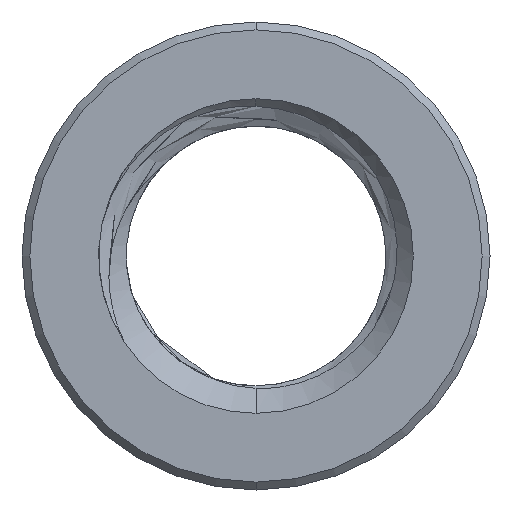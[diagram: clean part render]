
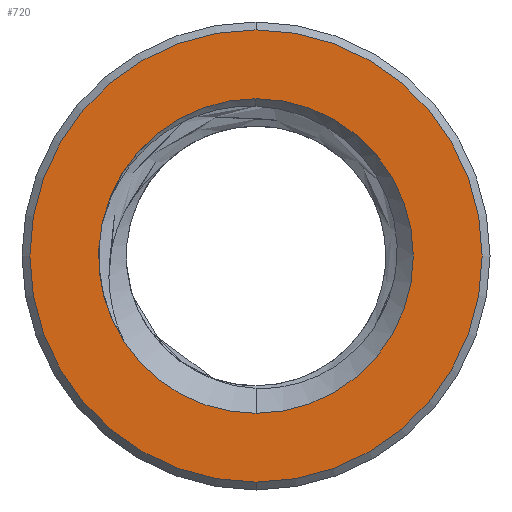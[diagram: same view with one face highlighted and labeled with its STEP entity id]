
A CAD part, front view. The second image highlights one B-rep face of the part: STEP entity #720.
In plain terms, the highlighted planar face has unit normal (0, -1, 0).
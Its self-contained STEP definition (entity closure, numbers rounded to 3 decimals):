
#50 = EDGE_CURVE ( 'NONE', #5406, #3957, #1817, .T. ) ;
#64 = CARTESIAN_POINT ( 'NONE',  ( -1.673, -8., -1.096 ) ) ;
#220 = ORIENTED_EDGE ( 'NONE', *, *, #1202, .T. ) ;
#254 = DIRECTION ( 'NONE',  ( 0., 0., 1. ) ) ;
#310 = ORIENTED_EDGE ( 'NONE', *, *, #5288, .T. ) ;
#368 = ORIENTED_EDGE ( 'NONE', *, *, #5171, .T. ) ;
#437 = DIRECTION ( 'NONE',  ( 0., 1., 0. ) ) ;
#454 = FACE_BOUND ( 'NONE', #6355, .T. ) ;
#605 = CARTESIAN_POINT ( 'NONE',  ( 0., -8., 0. ) ) ;
#720 = ADVANCED_FACE ( 'NONE', ( #454, #6614 ), #3886, .F. ) ;
#798 = CARTESIAN_POINT ( 'NONE',  ( 0., -8., 0. ) ) ;
#837 = DIRECTION ( 'NONE',  ( 0., 1., 0. ) ) ;
#851 = ORIENTED_EDGE ( 'NONE', *, *, #50, .T. ) ;
#1007 = CIRCLE ( 'NONE', #4692, 2.875 ) ;
#1009 = VERTEX_POINT ( 'NONE', #5723 ) ;
#1104 = VERTEX_POINT ( 'NONE', #64 ) ;
#1193 = CARTESIAN_POINT ( 'NONE',  ( 0., -8., 0. ) ) ;
#1202 = EDGE_CURVE ( 'NONE', #6658, #1731, #1777, .T. ) ;
#1447 = AXIS2_PLACEMENT_3D ( 'NONE', #4023, #837, #5122 ) ;
#1731 = VERTEX_POINT ( 'NONE', #2155 ) ;
#1777 = CIRCLE ( 'NONE', #5330, 2.875 ) ;
#1817 = CIRCLE ( 'NONE', #3467, 2. ) ;
#2130 = DIRECTION ( 'NONE',  ( 0., 1., 0. ) ) ;
#2155 = CARTESIAN_POINT ( 'NONE',  ( 0., -8., 2.875 ) ) ;
#2230 = DIRECTION ( 'NONE',  ( 0., 0., 1. ) ) ;
#2386 = DIRECTION ( 'NONE',  ( 0., 1., 0. ) ) ;
#2484 = EDGE_LOOP ( 'NONE', ( #2874, #220 ) ) ;
#2519 = CARTESIAN_POINT ( 'NONE',  ( 0., -8., 2. ) ) ;
#2557 = EDGE_CURVE ( 'NONE', #3957, #1104, #3933, .T. ) ;
#2760 = DIRECTION ( 'NONE',  ( 0., 1., 0. ) ) ;
#2874 = ORIENTED_EDGE ( 'NONE', *, *, #3215, .T. ) ;
#2972 = ORIENTED_EDGE ( 'NONE', *, *, #2557, .T. ) ;
#3114 = DIRECTION ( 'NONE',  ( 0., 0., 1. ) ) ;
#3215 = EDGE_CURVE ( 'NONE', #1731, #6658, #1007, .T. ) ;
#3239 = CARTESIAN_POINT ( 'NONE',  ( 0., -8., -2. ) ) ;
#3293 = DIRECTION ( 'NONE',  ( 0., -1., 0. ) ) ;
#3467 = AXIS2_PLACEMENT_3D ( 'NONE', #5145, #437, #3558 ) ;
#3512 = DIRECTION ( 'NONE',  ( 0., 0., 1. ) ) ;
#3534 = CARTESIAN_POINT ( 'NONE',  ( 0., -8., 0. ) ) ;
#3558 = DIRECTION ( 'NONE',  ( 0., 0., 1. ) ) ;
#3886 = PLANE ( 'NONE',  #5086 ) ;
#3933 = CIRCLE ( 'NONE', #4917, 2. ) ;
#3951 = CIRCLE ( 'NONE', #5267, 2. ) ;
#3957 = VERTEX_POINT ( 'NONE', #3239 ) ;
#4023 = CARTESIAN_POINT ( 'NONE',  ( 0., -8., 0. ) ) ;
#4692 = AXIS2_PLACEMENT_3D ( 'NONE', #4822, #5383, #2230 ) ;
#4822 = CARTESIAN_POINT ( 'NONE',  ( 0., -8., 0. ) ) ;
#4917 = AXIS2_PLACEMENT_3D ( 'NONE', #5287, #2130, #3114 ) ;
#4926 = DIRECTION ( 'NONE',  ( 0., 0., 1. ) ) ;
#5057 = CIRCLE ( 'NONE', #6072, 2. ) ;
#5086 = AXIS2_PLACEMENT_3D ( 'NONE', #605, #2760, #6508 ) ;
#5122 = DIRECTION ( 'NONE',  ( 0., 0., 1. ) ) ;
#5134 = VERTEX_POINT ( 'NONE', #6004 ) ;
#5145 = CARTESIAN_POINT ( 'NONE',  ( 0., -8., 0. ) ) ;
#5171 = EDGE_CURVE ( 'NONE', #5134, #5406, #3951, .T. ) ;
#5267 = AXIS2_PLACEMENT_3D ( 'NONE', #3534, #6152, #3512 ) ;
#5287 = CARTESIAN_POINT ( 'NONE',  ( 0., -8., 0. ) ) ;
#5288 = EDGE_CURVE ( 'NONE', #1104, #1009, #6606, .T. ) ;
#5330 = AXIS2_PLACEMENT_3D ( 'NONE', #1193, #3293, #4926 ) ;
#5383 = DIRECTION ( 'NONE',  ( 0., -1., 0. ) ) ;
#5406 = VERTEX_POINT ( 'NONE', #2519 ) ;
#5723 = CARTESIAN_POINT ( 'NONE',  ( -1.958, -8., 0.409 ) ) ;
#6004 = CARTESIAN_POINT ( 'NONE',  ( -1.954, -8., 0.425 ) ) ;
#6072 = AXIS2_PLACEMENT_3D ( 'NONE', #798, #2386, #254 ) ;
#6152 = DIRECTION ( 'NONE',  ( 0., 1., 0. ) ) ;
#6330 = EDGE_CURVE ( 'NONE', #1009, #5134, #5057, .T. ) ;
#6355 = EDGE_LOOP ( 'NONE', ( #310, #6411, #368, #851, #2972 ) ) ;
#6411 = ORIENTED_EDGE ( 'NONE', *, *, #6330, .T. ) ;
#6508 = DIRECTION ( 'NONE',  ( 0., 0., 1. ) ) ;
#6606 = CIRCLE ( 'NONE', #1447, 2. ) ;
#6614 = FACE_OUTER_BOUND ( 'NONE', #2484, .T. ) ;
#6658 = VERTEX_POINT ( 'NONE', #6834 ) ;
#6834 = CARTESIAN_POINT ( 'NONE',  ( 0., -8., -2.875 ) ) ;
